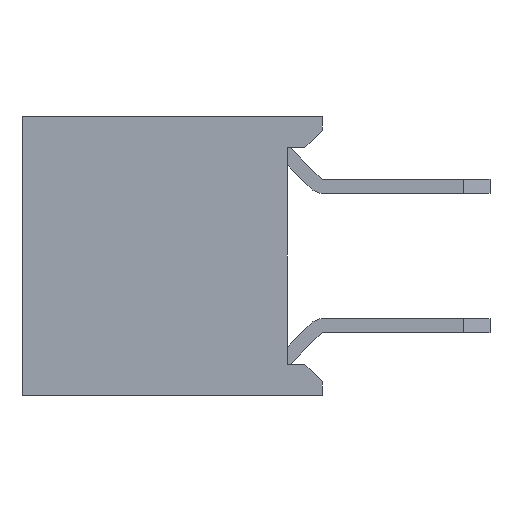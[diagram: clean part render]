
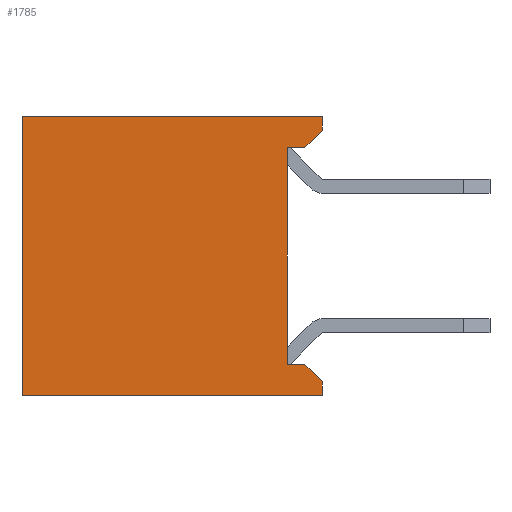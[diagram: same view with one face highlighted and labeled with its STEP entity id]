
A CAD part, left-side view. The second image highlights one B-rep face of the part: STEP entity #1785.
In plain terms, the highlighted planar face has unit normal (-1, 0, 0).
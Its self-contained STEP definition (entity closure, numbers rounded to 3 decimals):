
#55 = CARTESIAN_POINT ( 'NONE',  ( -2.3, 0.5, -1.55 ) ) ;
#69 = LINE ( 'NONE', #2115, #745 ) ;
#85 = LINE ( 'NONE', #871, #3269 ) ;
#99 = LINE ( 'NONE', #1666, #2841 ) ;
#124 = VERTEX_POINT ( 'NONE', #2191 ) ;
#133 = CARTESIAN_POINT ( 'NONE',  ( -2.3, 0.25, -1.55 ) ) ;
#149 = AXIS2_PLACEMENT_3D ( 'NONE', #794, #3063, #279 ) ;
#259 = VECTOR ( 'NONE', #2147, 1000. ) ;
#279 = DIRECTION ( 'NONE',  ( 0., 0., 1. ) ) ;
#305 = CARTESIAN_POINT ( 'NONE',  ( -2.3, 0., -1.8 ) ) ;
#482 = CARTESIAN_POINT ( 'NONE',  ( -2.3, 4.3, 2. ) ) ;
#530 = VECTOR ( 'NONE', #2483, 1000. ) ;
#555 = EDGE_CURVE ( 'NONE', #2315, #2137, #3184, .T. ) ;
#599 = VERTEX_POINT ( 'NONE', #973 ) ;
#605 = VERTEX_POINT ( 'NONE', #1999 ) ;
#645 = DIRECTION ( 'NONE',  ( 0., 0., 1. ) ) ;
#745 = VECTOR ( 'NONE', #1120, 1000. ) ;
#774 = EDGE_CURVE ( 'NONE', #3121, #599, #898, .T. ) ;
#794 = CARTESIAN_POINT ( 'NONE',  ( -2.3, 0., 0. ) ) ;
#826 = EDGE_CURVE ( 'NONE', #2137, #2682, #69, .T. ) ;
#859 = PLANE ( 'NONE',  #149 ) ;
#869 = LINE ( 'NONE', #3180, #3052 ) ;
#871 = CARTESIAN_POINT ( 'NONE',  ( -2.3, 4.3, -2. ) ) ;
#887 = CARTESIAN_POINT ( 'NONE',  ( -2.3, 0.25, -1.55 ) ) ;
#898 = LINE ( 'NONE', #2877, #259 ) ;
#973 = CARTESIAN_POINT ( 'NONE',  ( -2.3, 4.3, 2. ) ) ;
#1000 = ORIENTED_EDGE ( 'NONE', *, *, #2711, .T. ) ;
#1002 = DIRECTION ( 'NONE',  ( 0., 0., -1. ) ) ;
#1009 = VECTOR ( 'NONE', #1656, 1000. ) ;
#1117 = VERTEX_POINT ( 'NONE', #2010 ) ;
#1120 = DIRECTION ( 'NONE',  ( 0., 0., 1. ) ) ;
#1185 = ORIENTED_EDGE ( 'NONE', *, *, #2355, .T. ) ;
#1256 = EDGE_CURVE ( 'NONE', #1117, #124, #2918, .T. ) ;
#1299 = DIRECTION ( 'NONE',  ( 0., 0., 1. ) ) ;
#1363 = CARTESIAN_POINT ( 'NONE',  ( -2.3, 0., 2. ) ) ;
#1414 = ORIENTED_EDGE ( 'NONE', *, *, #774, .T. ) ;
#1656 = DIRECTION ( 'NONE',  ( 0., 1., 0. ) ) ;
#1666 = CARTESIAN_POINT ( 'NONE',  ( -2.3, 0., -2. ) ) ;
#1674 = ORIENTED_EDGE ( 'NONE', *, *, #2405, .T. ) ;
#1710 = VECTOR ( 'NONE', #2815, 1000. ) ;
#1729 = LINE ( 'NONE', #482, #1867 ) ;
#1785 = ADVANCED_FACE ( 'NONE', ( #2578 ), #859, .T. ) ;
#1822 = ORIENTED_EDGE ( 'NONE', *, *, #2998, .T. ) ;
#1867 = VECTOR ( 'NONE', #1002, 1000. ) ;
#1999 = CARTESIAN_POINT ( 'NONE',  ( -2.3, 0., -1.8 ) ) ;
#2010 = CARTESIAN_POINT ( 'NONE',  ( -2.3, 0.25, 1.55 ) ) ;
#2092 = DIRECTION ( 'NONE',  ( 0., 0.707, 0.707 ) ) ;
#2115 = CARTESIAN_POINT ( 'NONE',  ( -2.3, 0.5, -1.55 ) ) ;
#2137 = VERTEX_POINT ( 'NONE', #55 ) ;
#2147 = DIRECTION ( 'NONE',  ( 0., 1., 0. ) ) ;
#2160 = VERTEX_POINT ( 'NONE', #2336 ) ;
#2191 = CARTESIAN_POINT ( 'NONE',  ( -2.3, 0., 1.8 ) ) ;
#2270 = ORIENTED_EDGE ( 'NONE', *, *, #2552, .T. ) ;
#2315 = VERTEX_POINT ( 'NONE', #133 ) ;
#2336 = CARTESIAN_POINT ( 'NONE',  ( -2.3, 4.3, -2. ) ) ;
#2355 = EDGE_CURVE ( 'NONE', #2160, #2433, #85, .T. ) ;
#2405 = EDGE_CURVE ( 'NONE', #599, #2160, #1729, .T. ) ;
#2431 = ORIENTED_EDGE ( 'NONE', *, *, #3145, .T. ) ;
#2433 = VERTEX_POINT ( 'NONE', #3283 ) ;
#2483 = DIRECTION ( 'NONE',  ( 0., -0.707, 0.707 ) ) ;
#2552 = EDGE_CURVE ( 'NONE', #2682, #1117, #2862, .T. ) ;
#2578 = FACE_OUTER_BOUND ( 'NONE', #2933, .T. ) ;
#2593 = LINE ( 'NONE', #305, #3316 ) ;
#2598 = CARTESIAN_POINT ( 'NONE',  ( -2.3, 0.5, 1.55 ) ) ;
#2642 = CARTESIAN_POINT ( 'NONE',  ( -2.3, 0.5, 1.55 ) ) ;
#2682 = VERTEX_POINT ( 'NONE', #2642 ) ;
#2711 = EDGE_CURVE ( 'NONE', #2433, #605, #99, .T. ) ;
#2802 = ORIENTED_EDGE ( 'NONE', *, *, #555, .T. ) ;
#2815 = DIRECTION ( 'NONE',  ( 0., -1., 0. ) ) ;
#2841 = VECTOR ( 'NONE', #645, 1000. ) ;
#2862 = LINE ( 'NONE', #2598, #1710 ) ;
#2877 = CARTESIAN_POINT ( 'NONE',  ( -2.3, 0., 2. ) ) ;
#2911 = DIRECTION ( 'NONE',  ( 0., -1., 0. ) ) ;
#2918 = LINE ( 'NONE', #3144, #530 ) ;
#2933 = EDGE_LOOP ( 'NONE', ( #1414, #1674, #1185, #1000, #1822, #2802, #2952, #2270, #3108, #2431 ) ) ;
#2952 = ORIENTED_EDGE ( 'NONE', *, *, #826, .T. ) ;
#2998 = EDGE_CURVE ( 'NONE', #605, #2315, #2593, .T. ) ;
#3052 = VECTOR ( 'NONE', #1299, 1000. ) ;
#3063 = DIRECTION ( 'NONE',  ( -1., 0., 0. ) ) ;
#3108 = ORIENTED_EDGE ( 'NONE', *, *, #1256, .T. ) ;
#3121 = VERTEX_POINT ( 'NONE', #1363 ) ;
#3144 = CARTESIAN_POINT ( 'NONE',  ( -2.3, 0.25, 1.55 ) ) ;
#3145 = EDGE_CURVE ( 'NONE', #124, #3121, #869, .T. ) ;
#3180 = CARTESIAN_POINT ( 'NONE',  ( -2.3, 0., 1.8 ) ) ;
#3184 = LINE ( 'NONE', #887, #1009 ) ;
#3269 = VECTOR ( 'NONE', #2911, 1000. ) ;
#3283 = CARTESIAN_POINT ( 'NONE',  ( -2.3, 0., -2. ) ) ;
#3316 = VECTOR ( 'NONE', #2092, 1000. ) ;
